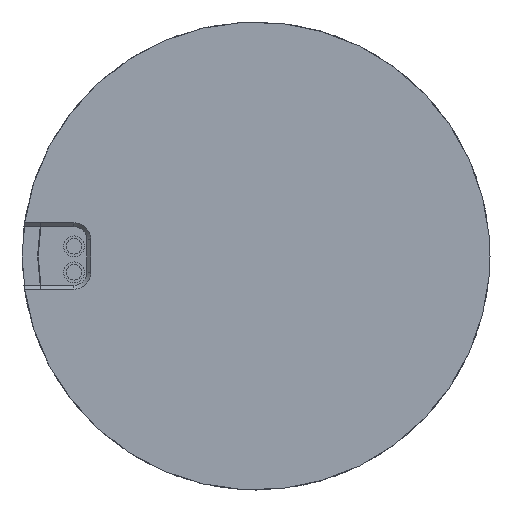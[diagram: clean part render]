
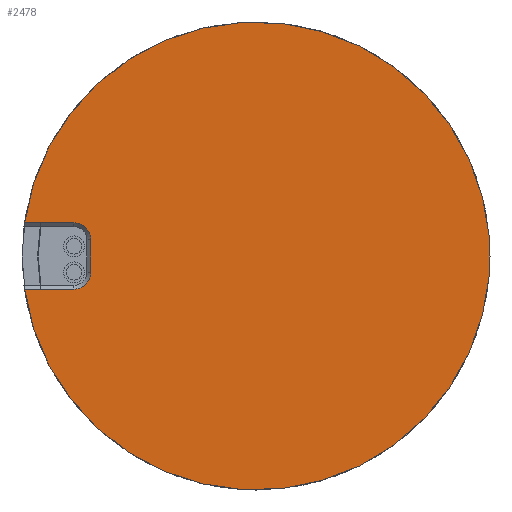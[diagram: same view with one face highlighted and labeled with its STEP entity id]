
A CAD part, front view. The second image highlights one B-rep face of the part: STEP entity #2478.
In plain terms, the highlighted face is planar.
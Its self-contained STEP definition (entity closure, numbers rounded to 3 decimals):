
#92 = EDGE_CURVE ( 'NONE', #1774, #2519, #3783, .T. ) ;
#260 = CARTESIAN_POINT ( 'NONE',  ( 2.55, 5., -17.818 ) ) ;
#322 = CARTESIAN_POINT ( 'NONE',  ( 1.25, 5., -14. ) ) ;
#458 = VECTOR ( 'NONE', #1766, 1000. ) ;
#527 = DIRECTION ( 'NONE',  ( 0., 0., 1. ) ) ;
#548 = DIRECTION ( 'NONE',  ( 0., -1., 0. ) ) ;
#641 = CARTESIAN_POINT ( 'NONE',  ( -1.25, 5., -14. ) ) ;
#713 = DIRECTION ( 'NONE',  ( 0., 0., 1. ) ) ;
#758 = AXIS2_PLACEMENT_3D ( 'NONE', #4268, #4673, #2216 ) ;
#901 = EDGE_CURVE ( 'NONE', #2778, #4375, #3588, .T. ) ;
#948 = CARTESIAN_POINT ( 'NONE',  ( -1.25, 5., -12.7 ) ) ;
#983 = EDGE_CURVE ( 'NONE', #4375, #2519, #5186, .T. ) ;
#1085 = EDGE_CURVE ( 'NONE', #1774, #4794, #3067, .T. ) ;
#1322 = EDGE_CURVE ( 'NONE', #4794, #4402, #3709, .T. ) ;
#1380 = CARTESIAN_POINT ( 'NONE',  ( -2.55, 5., -17.818 ) ) ;
#1383 = EDGE_CURVE ( 'NONE', #4402, #2778, #3960, .T. ) ;
#1581 = ORIENTED_EDGE ( 'NONE', *, *, #901, .T. ) ;
#1662 = CARTESIAN_POINT ( 'NONE',  ( 2.55, 5., 0. ) ) ;
#1766 = DIRECTION ( 'NONE',  ( 0., 0., 1. ) ) ;
#1774 = VERTEX_POINT ( 'NONE', #260 ) ;
#1856 = DIRECTION ( 'NONE',  ( 0., 0., -1. ) ) ;
#2033 = ORIENTED_EDGE ( 'NONE', *, *, #1383, .T. ) ;
#2069 = ORIENTED_EDGE ( 'NONE', *, *, #92, .F. ) ;
#2079 = VECTOR ( 'NONE', #1856, 1000. ) ;
#2167 = ORIENTED_EDGE ( 'NONE', *, *, #1322, .T. ) ;
#2216 = DIRECTION ( 'NONE',  ( 0., 0., 1. ) ) ;
#2353 = AXIS2_PLACEMENT_3D ( 'NONE', #322, #3239, #713 ) ;
#2464 = FACE_OUTER_BOUND ( 'NONE', #2899, .T. ) ;
#2471 = CARTESIAN_POINT ( 'NONE',  ( 2.55, 5., -14. ) ) ;
#2478 = ADVANCED_FACE ( 'NONE', ( #2464 ), #3876, .T. ) ;
#2519 = VERTEX_POINT ( 'NONE', #1380 ) ;
#2560 = ORIENTED_EDGE ( 'NONE', *, *, #983, .T. ) ;
#2743 = AXIS2_PLACEMENT_3D ( 'NONE', #641, #548, #527 ) ;
#2778 = VERTEX_POINT ( 'NONE', #948 ) ;
#2841 = DIRECTION ( 'NONE',  ( -1., 0., 0. ) ) ;
#2899 = EDGE_LOOP ( 'NONE', ( #1581, #2560, #2069, #3251, #2167, #2033 ) ) ;
#3067 = LINE ( 'NONE', #1662, #458 ) ;
#3239 = DIRECTION ( 'NONE',  ( 0., -1., 0. ) ) ;
#3251 = ORIENTED_EDGE ( 'NONE', *, *, #1085, .T. ) ;
#3474 = DIRECTION ( 'NONE',  ( 0., 0., -1. ) ) ;
#3501 = DIRECTION ( 'NONE',  ( 0., -1., 0. ) ) ;
#3550 = CARTESIAN_POINT ( 'NONE',  ( -2.55, 5., 0. ) ) ;
#3588 = CIRCLE ( 'NONE', #2743, 1.3 ) ;
#3709 = CIRCLE ( 'NONE', #2353, 1.3 ) ;
#3783 = CIRCLE ( 'NONE', #4074, 18. ) ;
#3863 = CARTESIAN_POINT ( 'NONE',  ( -2.55, 5., -14. ) ) ;
#3876 = PLANE ( 'NONE',  #758 ) ;
#3960 = LINE ( 'NONE', #5234, #4637 ) ;
#4074 = AXIS2_PLACEMENT_3D ( 'NONE', #5010, #3501, #3474 ) ;
#4268 = CARTESIAN_POINT ( 'NONE',  ( 18., 5., 0. ) ) ;
#4275 = CARTESIAN_POINT ( 'NONE',  ( 1.25, 5., -12.7 ) ) ;
#4375 = VERTEX_POINT ( 'NONE', #3863 ) ;
#4402 = VERTEX_POINT ( 'NONE', #4275 ) ;
#4637 = VECTOR ( 'NONE', #2841, 1000. ) ;
#4673 = DIRECTION ( 'NONE',  ( 0., 1., 0. ) ) ;
#4794 = VERTEX_POINT ( 'NONE', #2471 ) ;
#5010 = CARTESIAN_POINT ( 'NONE',  ( 0., 5., 0. ) ) ;
#5186 = LINE ( 'NONE', #3550, #2079 ) ;
#5234 = CARTESIAN_POINT ( 'NONE',  ( 18., 5., -12.7 ) ) ;
